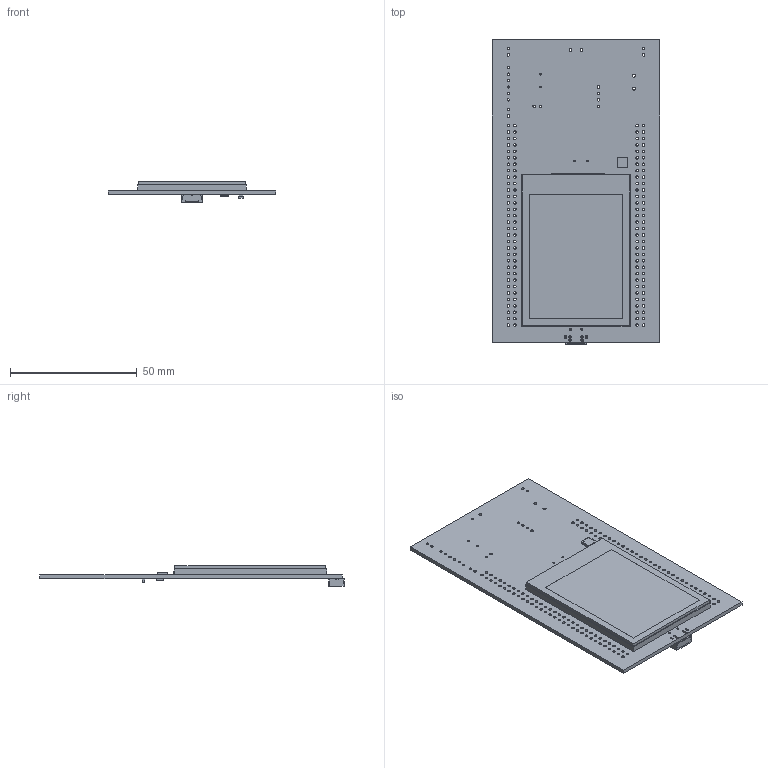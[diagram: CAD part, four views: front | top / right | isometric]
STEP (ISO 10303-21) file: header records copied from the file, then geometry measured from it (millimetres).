
FILE_DESCRIPTION(('Open CASCADE Model'),'2;1');
FILE_NAME('Open CASCADE Shape Model','2020-05-11T14:25:34',('Author'),( 'Open CASCADE'),'Open CASCADE STEP processor 6.8','Open CASCADE 6.8' ,'Unknown');
FILE_SCHEMA(('AUTOMOTIVE_DESIGN { 1 0 10303 214 1 1 1 1 }'));
Length unit declared in the file: millimetre
Products named in the file (37): PCB; Board; CN6; MOLEX_47590-0001; Open CASCADE STEP translator 6.8 1.2.1.1; Open CASCADE STEP translator 6.8 1.2.1.2; 959078240; Extruded; 959078376; U9; DFN12(3x3)-1; 959079464; U3; LGA-16; 959079328; C54; C0603; 959079600; CN5; 959079736; 959078512; 959078648; 959078784; 959078920; 959079056; 959079192
Assembly tree (84 placements, depth 4):
  PCB
    Board
    CN6
      MOLEX_47590-0001
        Open CASCADE STEP translator 6.8 1.2.1.1
        Open CASCADE STEP translator 6.8 1.2.1.2
      959078240
        Extruded
      959078376
        Extruded
    U9
      DFN12(3x3)-1
      959079464
        Extruded
    U3
      LGA-16
      959079328
        Extruded
    C54
      C0603
      959079600
        Extruded
    CN5
      959079736
        Extruded
      959078512
        Extruded
      959078648  x48
        Extruded
      959078784
        Extruded
      959078920
        Extruded
      959079056
        Extruded
      959079192  x2
        Extruded
Bounding box: 66 x 120.03 x 8.24 mm (x, y, z)
Volume: 21557.4 mm3; surface area: 33495.2 mm2
Topology: 65 solids, 65 shells, 1292 faces, 3377 edges, 2300 vertices
Faces by surface type: plane 952, cylinder 322, bspline 14, cone 2, torus 2
Full cylindrical faces by diameter (mm): 0.7 x4, 0.9 x6, 1 x142, 1.2 x2
Entity records: 35743 total; most frequent: CARTESIAN_POINT 6251, DIRECTION 5607, ORIENTED_EDGE 5466, EDGE_CURVE 2733, LINE 2067, VECTOR 2067, VERTEX_POINT 1796, AXIS2_PLACEMENT_3D 1770
